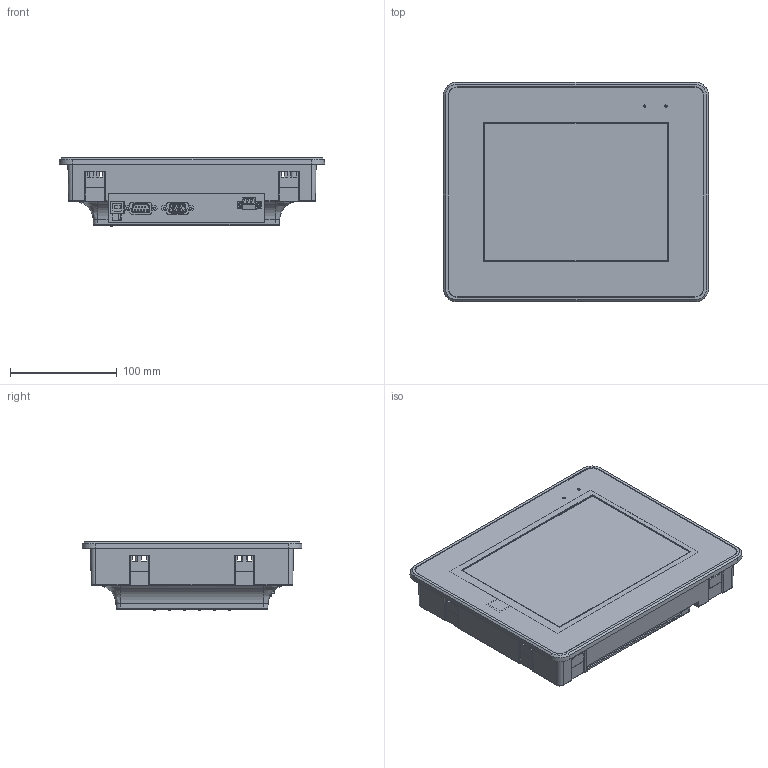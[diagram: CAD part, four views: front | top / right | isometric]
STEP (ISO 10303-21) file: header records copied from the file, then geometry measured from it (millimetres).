
FILE_DESCRIPTION (( 'STEP AP203' ), '1' );
FILE_NAME ('TP-3080.STEP', '2024-03-07T02:08:54', ( 'Windows 使用者' ), ( '' ), 'SwSTEP 2.0', 'SolidWorks 2020', '' );
FILE_SCHEMA (( 'CONFIG_CONTROL_DESIGN' ));
Length unit declared in the file: millimetre
Products named in the file (20): TP-3080_PCB; TP-3840_wall mount 鋁片; VM-1104_PCB-01.sldasm-Part-2; ME050-38103; MC421-38103; VM-1104_KEYPAD; TP-3840_後蓋; 側面板鋁片_4SIV1A0000042_20130103; G084SN05; S-104HMI-07_20120509.sldasm-Part-40; 2DC9F-90; VP-3241_LCD_PCB固定鋁板; TP-3080; 2DC15F-90-H3.08B; MC421-38103_90; TP-3840面板鋁片; S80HMI-01.sldasm-Part-4; VP-3241鋁皮; 8.4 inch touch panel_GP-084F-5H-NB04B
Assembly tree (19 placements, depth 4):
  TP-3080
    TP-3840_wall mount 鋁片
    側面板鋁片_4SIV1A0000042_20130103
    TP-3840面板鋁片
    VM-1104_KEYPAD
    TP-3080_PCB
      TP-3080_PCB
      2DC15F-90-H3.08B
      2DC9F-90
      VM-1104_PCB-01.sldasm-Part-2
      MC421-38103_90
        ME050-38103
        MC421-38103
    TP-3840_後蓋
    VP-3241_LCD_PCB固定鋁板
    S-104HMI-07_20120509.sldasm-Part-40
    S80HMI-01.sldasm-Part-4
    8.4 inch touch panel_GP-084F-5H-NB04B
    G084SN05
    VP-3241鋁皮
Bounding box: 248.81 x 206.21 x 64.02 mm (x, y, z)
Volume: 718100.1 mm3; surface area: 673980.1 mm2
Topology: 18 solids, 18 shells, 2163 faces, 5655 edges, 3680 vertices
Faces by surface type: plane 1298, cylinder 763, bspline 42, torus 24, cone 18, sphere 18
Entity records: 71213 total; most frequent: CARTESIAN_POINT 14552, ORIENTED_EDGE 11294, DIRECTION 11272, EDGE_CURVE 5647, LINE 3968, VECTOR 3968, VERTEX_POINT 3680, AXIS2_PLACEMENT_3D 3652
